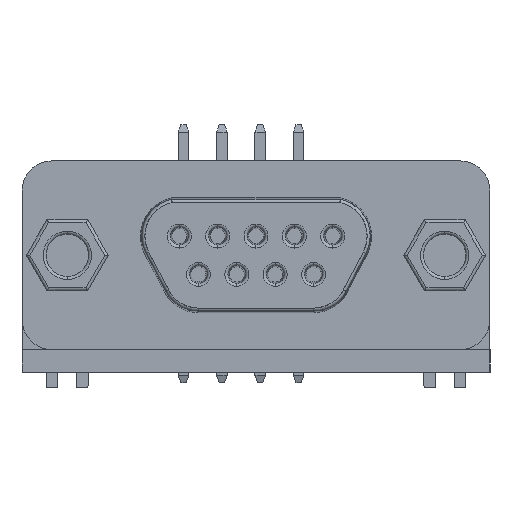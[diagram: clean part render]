
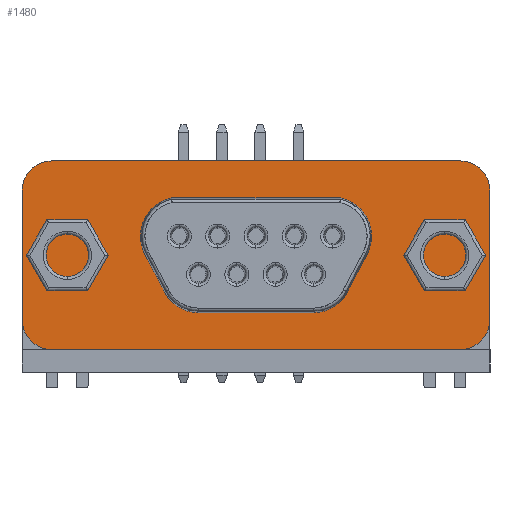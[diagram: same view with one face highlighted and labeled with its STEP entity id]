
A CAD part, left-side view. The second image highlights one B-rep face of the part: STEP entity #1480.
In plain terms, the highlighted planar face has unit normal (-1, 0, 0).
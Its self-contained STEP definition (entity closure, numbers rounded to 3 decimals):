
#343 = CIRCLE ( 'NONE', #2803, 2.577 ) ;
#360 = DIRECTION ( 'NONE',  ( 0., 0., 1. ) ) ;
#859 = VERTEX_POINT ( 'NONE', #32657 ) ;
#954 = FACE_OUTER_BOUND ( 'NONE', #29810, .T. ) ;
#1143 = PLANE ( 'NONE',  #19183 ) ;
#1269 = CARTESIAN_POINT ( 'NONE',  ( -0.2, 29., 10.5 ) ) ;
#1458 = ORIENTED_EDGE ( 'NONE', *, *, #27478, .F. ) ;
#1480 = ADVANCED_FACE ( 'NONE', ( #30777, #954 ), #1143, .T. ) ;
#1965 = VERTEX_POINT ( 'NONE', #2608 ) ;
#2145 = CARTESIAN_POINT ( 'NONE',  ( -0.2, 2., 10.047 ) ) ;
#2592 = CARTESIAN_POINT ( 'NONE',  ( -0.2, 8.597, 5.445 ) ) ;
#2608 = CARTESIAN_POINT ( 'NONE',  ( -0.2, 31., 10.5 ) ) ;
#2773 = DIRECTION ( 'NONE',  ( 0., 1., 0. ) ) ;
#2803 = AXIS2_PLACEMENT_3D ( 'NONE', #35431, #26366, #23116 ) ;
#2956 = CARTESIAN_POINT ( 'NONE',  ( -0.2, 2., 2.453 ) ) ;
#3161 = CARTESIAN_POINT ( 'NONE',  ( -0.2, 11.69, 2.453 ) ) ;
#3276 = DIRECTION ( 'NONE',  ( 0., 0., 1. ) ) ;
#3869 = CARTESIAN_POINT ( 'NONE',  ( -0.2, 10.42, 7.52 ) ) ;
#4279 = AXIS2_PLACEMENT_3D ( 'NONE', #8372, #4483, #16335 ) ;
#4318 = DIRECTION ( 'NONE',  ( -1., 0., 0. ) ) ;
#4483 = DIRECTION ( 'NONE',  ( -1., 0., 0. ) ) ;
#4818 = EDGE_CURVE ( 'NONE', #28789, #32073, #15250, .T. ) ;
#4900 = CIRCLE ( 'NONE', #4279, 2. ) ;
#5511 = CIRCLE ( 'NONE', #16084, 2. ) ;
#5816 = AXIS2_PLACEMENT_3D ( 'NONE', #33561, #4318, #9588 ) ;
#6209 = DIRECTION ( 'NONE',  ( -1., 0., 0. ) ) ;
#6262 = DIRECTION ( 'NONE',  ( -1., 0., 0. ) ) ;
#6571 = VERTEX_POINT ( 'NONE', #32017 ) ;
#6710 = VECTOR ( 'NONE', #30347, 1000. ) ;
#7149 = DIRECTION ( 'NONE',  ( -1., 0., 0. ) ) ;
#7893 = EDGE_CURVE ( 'NONE', #9163, #859, #8931, .T. ) ;
#7982 = CARTESIAN_POINT ( 'NONE',  ( -0.2, 29., 12.5 ) ) ;
#8129 = EDGE_CURVE ( 'NONE', #23006, #25042, #16379, .T. ) ;
#8372 = CARTESIAN_POINT ( 'NONE',  ( -0.2, 2., 2. ) ) ;
#8457 = VERTEX_POINT ( 'NONE', #7982 ) ;
#8524 = ORIENTED_EDGE ( 'NONE', *, *, #22801, .T. ) ;
#8616 = EDGE_CURVE ( 'NONE', #859, #20995, #25425, .T. ) ;
#8931 = CIRCLE ( 'NONE', #21937, 2.577 ) ;
#9163 = VERTEX_POINT ( 'NONE', #22193 ) ;
#9278 = EDGE_LOOP ( 'NONE', ( #19203, #12830, #34662, #35545, #11210, #29186, #16138, #12528 ) ) ;
#9588 = DIRECTION ( 'NONE',  ( 0., 0., 1. ) ) ;
#9849 = VERTEX_POINT ( 'NONE', #17984 ) ;
#10717 = DIRECTION ( 'NONE',  ( 0., 1., 0. ) ) ;
#11210 = ORIENTED_EDGE ( 'NONE', *, *, #8129, .T. ) ;
#11734 = LINE ( 'NONE', #2592, #18687 ) ;
#11796 = VECTOR ( 'NONE', #2773, 1000. ) ;
#12528 = ORIENTED_EDGE ( 'NONE', *, *, #8616, .F. ) ;
#12830 = ORIENTED_EDGE ( 'NONE', *, *, #13194, .F. ) ;
#13194 = EDGE_CURVE ( 'NONE', #27678, #9163, #11734, .T. ) ;
#13583 = AXIS2_PLACEMENT_3D ( 'NONE', #20444, #6262, #27001 ) ;
#13601 = LINE ( 'NONE', #33518, #27345 ) ;
#13764 = CARTESIAN_POINT ( 'NONE',  ( -0.2, 0., 2. ) ) ;
#13885 = AXIS2_PLACEMENT_3D ( 'NONE', #20165, #31933, #20344 ) ;
#13986 = VERTEX_POINT ( 'NONE', #3161 ) ;
#14270 = LINE ( 'NONE', #2956, #11796 ) ;
#14759 = EDGE_CURVE ( 'NONE', #13986, #27678, #28704, .T. ) ;
#15250 = CIRCLE ( 'NONE', #17748, 2. ) ;
#15438 = CIRCLE ( 'NONE', #13583, 2. ) ;
#15826 = VECTOR ( 'NONE', #28723, 1000. ) ;
#16036 = EDGE_CURVE ( 'NONE', #6571, #1965, #38309, .T. ) ;
#16084 = AXIS2_PLACEMENT_3D ( 'NONE', #1269, #33774, #30524 ) ;
#16111 = ORIENTED_EDGE ( 'NONE', *, *, #33061, .T. ) ;
#16138 = ORIENTED_EDGE ( 'NONE', *, *, #16423, .T. ) ;
#16335 = DIRECTION ( 'NONE',  ( 0., 0., 1. ) ) ;
#16379 = CIRCLE ( 'NONE', #13885, 2.527 ) ;
#16423 = EDGE_CURVE ( 'NONE', #29984, #20995, #343, .T. ) ;
#16615 = CARTESIAN_POINT ( 'NONE',  ( -0.2, 2., 12.5 ) ) ;
#17727 = CARTESIAN_POINT ( 'NONE',  ( -0.2, 0., 10.5 ) ) ;
#17748 = AXIS2_PLACEMENT_3D ( 'NONE', #34843, #34463, #31588 ) ;
#17984 = CARTESIAN_POINT ( 'NONE',  ( -0.2, 2., 0. ) ) ;
#18493 = CARTESIAN_POINT ( 'NONE',  ( -0.2, 29., 0. ) ) ;
#18563 = LINE ( 'NONE', #21643, #6710 ) ;
#18687 = VECTOR ( 'NONE', #26840, 1000. ) ;
#18732 = LINE ( 'NONE', #38107, #34065 ) ;
#18738 = VERTEX_POINT ( 'NONE', #13764 ) ;
#19183 = AXIS2_PLACEMENT_3D ( 'NONE', #24593, #7149, #360 ) ;
#19203 = ORIENTED_EDGE ( 'NONE', *, *, #7893, .F. ) ;
#20165 = CARTESIAN_POINT ( 'NONE',  ( -0.2, 19.31, 4.98 ) ) ;
#20312 = EDGE_CURVE ( 'NONE', #8457, #32073, #18732, .T. ) ;
#20344 = DIRECTION ( 'NONE',  ( 0., 0., 1. ) ) ;
#20406 = CARTESIAN_POINT ( 'NONE',  ( -0.2, 22.864, 6.327 ) ) ;
#20444 = CARTESIAN_POINT ( 'NONE',  ( -0.2, 29., 2. ) ) ;
#20818 = LINE ( 'NONE', #26405, #35119 ) ;
#20888 = EDGE_CURVE ( 'NONE', #9849, #32564, #13601, .T. ) ;
#20995 = VERTEX_POINT ( 'NONE', #37795 ) ;
#21532 = ORIENTED_EDGE ( 'NONE', *, *, #22995, .T. ) ;
#21643 = CARTESIAN_POINT ( 'NONE',  ( -0.2, 0., 12.5 ) ) ;
#21738 = ORIENTED_EDGE ( 'NONE', *, *, #4818, .T. ) ;
#21937 = AXIS2_PLACEMENT_3D ( 'NONE', #3869, #6209, #3276 ) ;
#22193 = CARTESIAN_POINT ( 'NONE',  ( -0.2, 8.136, 6.327 ) ) ;
#22570 = VECTOR ( 'NONE', #10717, 1000. ) ;
#22801 = EDGE_CURVE ( 'NONE', #6571, #32564, #15438, .T. ) ;
#22995 = EDGE_CURVE ( 'NONE', #9849, #18738, #4900, .T. ) ;
#23006 = VERTEX_POINT ( 'NONE', #26198 ) ;
#23116 = DIRECTION ( 'NONE',  ( 0., 0., 1. ) ) ;
#23335 = DIRECTION ( 'NONE',  ( 0., 0.463, 0.886 ) ) ;
#24593 = CARTESIAN_POINT ( 'NONE',  ( -0.2, 2., 2. ) ) ;
#24676 = CARTESIAN_POINT ( 'NONE',  ( -0.2, 9.45, 3.81 ) ) ;
#25042 = VERTEX_POINT ( 'NONE', #37179 ) ;
#25369 = ORIENTED_EDGE ( 'NONE', *, *, #16036, .F. ) ;
#25425 = LINE ( 'NONE', #2145, #22570 ) ;
#26198 = CARTESIAN_POINT ( 'NONE',  ( -0.2, 19.31, 2.453 ) ) ;
#26366 = DIRECTION ( 'NONE',  ( 1., 0., 0. ) ) ;
#26405 = CARTESIAN_POINT ( 'NONE',  ( -0.2, 16.618, -5.634 ) ) ;
#26840 = DIRECTION ( 'NONE',  ( 0., -0.463, 0.886 ) ) ;
#27001 = DIRECTION ( 'NONE',  ( 0., 0., 1. ) ) ;
#27345 = VECTOR ( 'NONE', #31594, 1000. ) ;
#27478 = EDGE_CURVE ( 'NONE', #28789, #18738, #18563, .T. ) ;
#27678 = VERTEX_POINT ( 'NONE', #24676 ) ;
#28549 = ORIENTED_EDGE ( 'NONE', *, *, #20312, .F. ) ;
#28704 = CIRCLE ( 'NONE', #5816, 2.527 ) ;
#28723 = DIRECTION ( 'NONE',  ( 0., 0., 1. ) ) ;
#28789 = VERTEX_POINT ( 'NONE', #17727 ) ;
#29186 = ORIENTED_EDGE ( 'NONE', *, *, #35677, .T. ) ;
#29810 = EDGE_LOOP ( 'NONE', ( #21532, #1458, #21738, #28549, #16111, #25369, #8524, #30539 ) ) ;
#29984 = VERTEX_POINT ( 'NONE', #20406 ) ;
#30347 = DIRECTION ( 'NONE',  ( 0., 0., -1. ) ) ;
#30495 = DIRECTION ( 'NONE',  ( 0., -1., 0. ) ) ;
#30524 = DIRECTION ( 'NONE',  ( 0., 0., 1. ) ) ;
#30539 = ORIENTED_EDGE ( 'NONE', *, *, #20888, .F. ) ;
#30777 = FACE_BOUND ( 'NONE', #9278, .T. ) ;
#31588 = DIRECTION ( 'NONE',  ( 0., 0., 1. ) ) ;
#31594 = DIRECTION ( 'NONE',  ( 0., 1., 0. ) ) ;
#31933 = DIRECTION ( 'NONE',  ( 1., 0., 0. ) ) ;
#32017 = CARTESIAN_POINT ( 'NONE',  ( -0.2, 31., 2. ) ) ;
#32073 = VERTEX_POINT ( 'NONE', #16615 ) ;
#32564 = VERTEX_POINT ( 'NONE', #18493 ) ;
#32657 = CARTESIAN_POINT ( 'NONE',  ( -0.2, 9.915, 10.047 ) ) ;
#33061 = EDGE_CURVE ( 'NONE', #8457, #1965, #5511, .T. ) ;
#33518 = CARTESIAN_POINT ( 'NONE',  ( -0.2, 0., 0. ) ) ;
#33561 = CARTESIAN_POINT ( 'NONE',  ( -0.2, 11.69, 4.98 ) ) ;
#33774 = DIRECTION ( 'NONE',  ( -1., 0., 0. ) ) ;
#33933 = EDGE_CURVE ( 'NONE', #13986, #23006, #14270, .T. ) ;
#34065 = VECTOR ( 'NONE', #30495, 1000. ) ;
#34463 = DIRECTION ( 'NONE',  ( -1., 0., 0. ) ) ;
#34662 = ORIENTED_EDGE ( 'NONE', *, *, #14759, .F. ) ;
#34843 = CARTESIAN_POINT ( 'NONE',  ( -0.2, 2., 10.5 ) ) ;
#35119 = VECTOR ( 'NONE', #23335, 1000. ) ;
#35431 = CARTESIAN_POINT ( 'NONE',  ( -0.2, 20.58, 7.52 ) ) ;
#35545 = ORIENTED_EDGE ( 'NONE', *, *, #33933, .T. ) ;
#35677 = EDGE_CURVE ( 'NONE', #25042, #29984, #20818, .T. ) ;
#36850 = CARTESIAN_POINT ( 'NONE',  ( -0.2, 31., 12.5 ) ) ;
#37179 = CARTESIAN_POINT ( 'NONE',  ( -0.2, 21.55, 3.81 ) ) ;
#37795 = CARTESIAN_POINT ( 'NONE',  ( -0.2, 21.085, 10.047 ) ) ;
#38107 = CARTESIAN_POINT ( 'NONE',  ( -0.2, 0., 12.5 ) ) ;
#38309 = LINE ( 'NONE', #36850, #15826 ) ;
